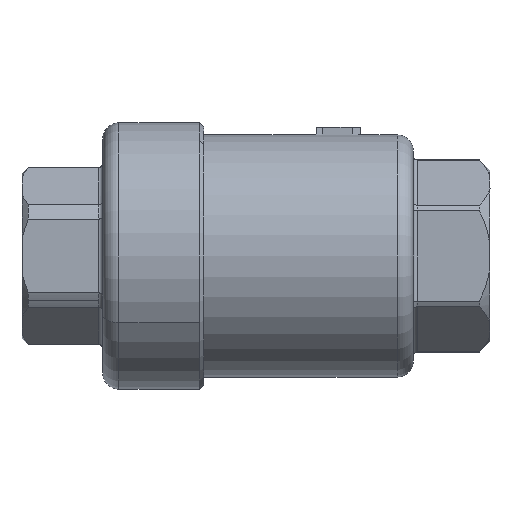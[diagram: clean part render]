
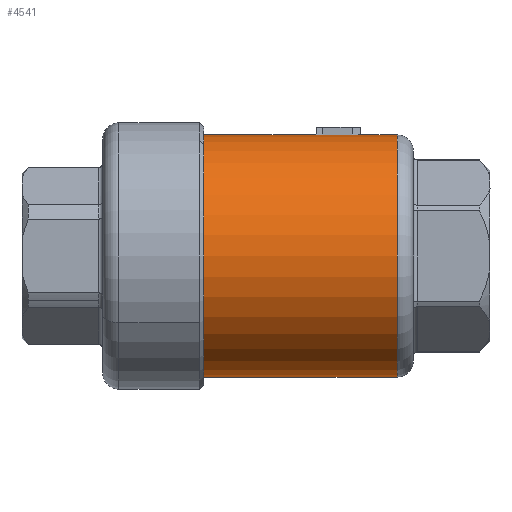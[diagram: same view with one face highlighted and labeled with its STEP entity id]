
A CAD part, left-side view. The second image highlights one B-rep face of the part: STEP entity #4541.
In plain terms, the highlighted cylindrical face has radius 15 mm (diameter 30 mm), a partial arc.
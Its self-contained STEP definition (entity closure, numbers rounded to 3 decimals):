
#120 = LINE ( 'NONE', #1306, #122 ) ;
#121 = CIRCLE ( 'NONE', #1734, 15. ) ;
#122 = VECTOR ( 'NONE', #1307, 1000. ) ;
#123 = LINE ( 'NONE', #1308, #124 ) ;
#124 = VECTOR ( 'NONE', #1309, 1000. ) ;
#125 = LINE ( 'NONE', #1317, #127 ) ;
#126 = CIRCLE ( 'NONE', #1735, 15. ) ;
#127 = VECTOR ( 'NONE', #1318, 1000. ) ;
#128 = LINE ( 'NONE', #1327, #129 ) ;
#129 = VECTOR ( 'NONE', #1328, 1000. ) ;
#574 = CIRCLE ( 'NONE', #1689, 15. ) ;
#863 =( BOUNDED_CURVE ( )  B_SPLINE_CURVE ( 3, ( #1310, #1311, #1312, #1313 ),
 .UNSPECIFIED., .F., .T. ) 
 B_SPLINE_CURVE_WITH_KNOTS ( ( 4, 4 ),
 ( 1.571, 1.617 ),
 .UNSPECIFIED. ) 
 CURVE ( )  GEOMETRIC_REPRESENTATION_ITEM ( )  RATIONAL_B_SPLINE_CURVE ( ( 1., 1., 1., 1. ) ) 
 REPRESENTATION_ITEM ( '' )  );
#866 =( BOUNDED_CURVE ( )  B_SPLINE_CURVE ( 3, ( #1319, #1320, #1321, #1322 ),
 .UNSPECIFIED., .F., .F. ) 
 B_SPLINE_CURVE_WITH_KNOTS ( ( 4, 4 ),
 ( 1.599, 1.618 ),
 .UNSPECIFIED. ) 
 CURVE ( )  GEOMETRIC_REPRESENTATION_ITEM ( )  RATIONAL_B_SPLINE_CURVE ( ( 1., 1., 1., 1. ) ) 
 REPRESENTATION_ITEM ( '' )  );
#867 =( BOUNDED_CURVE ( )  B_SPLINE_CURVE ( 3, ( #1323, #1324, #1325, #1326 ),
 .UNSPECIFIED., .F., .T. ) 
 B_SPLINE_CURVE_WITH_KNOTS ( ( 4, 4 ),
 ( 4.665, 4.712 ),
 .UNSPECIFIED. ) 
 CURVE ( )  GEOMETRIC_REPRESENTATION_ITEM ( )  RATIONAL_B_SPLINE_CURVE ( ( 1., 1., 1., 1. ) ) 
 REPRESENTATION_ITEM ( '' )  );
#1303 = CARTESIAN_POINT ( 'NONE',  ( 0., -7.5, 0. ) ) ;
#1304 = DIRECTION ( 'NONE',  ( 0., -1., 0. ) ) ;
#1305 = DIRECTION ( 'NONE',  ( 0., 0., 1. ) ) ;
#1306 = CARTESIAN_POINT ( 'NONE',  ( 0., -7.1, -15. ) ) ;
#1307 = DIRECTION ( 'NONE',  ( 0., -1., 0. ) ) ;
#1308 = CARTESIAN_POINT ( 'NONE',  ( 0., -7.1, 15. ) ) ;
#1309 = DIRECTION ( 'NONE',  ( 0., -1., 0. ) ) ;
#1310 = CARTESIAN_POINT ( 'NONE',  ( 0., -26.984, 15. ) ) ;
#1311 = CARTESIAN_POINT ( 'NONE',  ( -0.232, -26.637, 15. ) ) ;
#1312 = CARTESIAN_POINT ( 'NONE',  ( -0.463, -26.29, 14.995 ) ) ;
#1313 = CARTESIAN_POINT ( 'NONE',  ( -0.694, -25.943, 14.984 ) ) ;
#1314 = CARTESIAN_POINT ( 'NONE',  ( 0., -25.943, 0. ) ) ;
#1315 = DIRECTION ( 'NONE',  ( 0., 1., 0. ) ) ;
#1316 = DIRECTION ( 'NONE',  ( 0., 0., 1. ) ) ;
#1317 = CARTESIAN_POINT ( 'NONE',  ( -0.416, -19.3, 14.994 ) ) ;
#1318 = DIRECTION ( 'NONE',  ( 0., 1., 0. ) ) ;
#1319 = CARTESIAN_POINT ( 'NONE',  ( -0.416, -22.233, 14.994 ) ) ;
#1320 = CARTESIAN_POINT ( 'NONE',  ( -0.512, -21.985, 14.992 ) ) ;
#1321 = CARTESIAN_POINT ( 'NONE',  ( -0.608, -21.737, 14.988 ) ) ;
#1322 = CARTESIAN_POINT ( 'NONE',  ( -0.703, -21.489, 14.983 ) ) ;
#1323 = CARTESIAN_POINT ( 'NONE',  ( -0.703, -21.489, 14.983 ) ) ;
#1324 = CARTESIAN_POINT ( 'NONE',  ( -0.469, -21.608, 14.994 ) ) ;
#1325 = CARTESIAN_POINT ( 'NONE',  ( -0.235, -21.727, 15. ) ) ;
#1326 = CARTESIAN_POINT ( 'NONE',  ( 0., -21.846, 15. ) ) ;
#1327 = CARTESIAN_POINT ( 'NONE',  ( 0., -7.1, 15. ) ) ;
#1328 = DIRECTION ( 'NONE',  ( 0., -1., 0. ) ) ;
#1689 = AXIS2_PLACEMENT_3D ( 'NONE', #5591, #5592, #5593 ) ;
#1734 = AXIS2_PLACEMENT_3D ( 'NONE', #1303, #1304, #1305 ) ;
#1735 = AXIS2_PLACEMENT_3D ( 'NONE', #1314, #1315, #1316 ) ;
#2430 = VERTEX_POINT ( 'NONE', #3179 ) ;
#2431 = VERTEX_POINT ( 'NONE', #3180 ) ;
#2445 = VERTEX_POINT ( 'NONE', #3194 ) ;
#2448 = VERTEX_POINT ( 'NONE', #3197 ) ;
#2449 = VERTEX_POINT ( 'NONE', #3198 ) ;
#2451 = VERTEX_POINT ( 'NONE', #3200 ) ;
#2454 = VERTEX_POINT ( 'NONE', #3203 ) ;
#2512 = VERTEX_POINT ( 'NONE', #3767 ) ;
#2553 = FACE_OUTER_BOUND ( 'NONE', #6060, .T. ) ;
#2555 = CYLINDRICAL_SURFACE ( 'NONE', #2742, 15. ) ;
#2742 = AXIS2_PLACEMENT_3D ( 'NONE', #3286, #3287, #3288 ) ;
#2795 = VERTEX_POINT ( 'NONE', #3816 ) ;
#2798 = VERTEX_POINT ( 'NONE', #3819 ) ;
#3179 = CARTESIAN_POINT ( 'NONE',  ( -0.694, -25.943, 14.984 ) ) ;
#3180 = CARTESIAN_POINT ( 'NONE',  ( -0.416, -25.943, 14.994 ) ) ;
#3194 = CARTESIAN_POINT ( 'NONE',  ( -0.416, -22.233, 14.994 ) ) ;
#3197 = CARTESIAN_POINT ( 'NONE',  ( 0., -26.984, 15. ) ) ;
#3198 = CARTESIAN_POINT ( 'NONE',  ( 0., -7.5, -15. ) ) ;
#3200 = CARTESIAN_POINT ( 'NONE',  ( 0., -31.5, 15. ) ) ;
#3203 = CARTESIAN_POINT ( 'NONE',  ( 0., -7.5, 15. ) ) ;
#3286 = CARTESIAN_POINT ( 'NONE',  ( 0., -7.1, 0. ) ) ;
#3287 = DIRECTION ( 'NONE',  ( 0., -1., 0. ) ) ;
#3288 = DIRECTION ( 'NONE',  ( 0., 0., 1. ) ) ;
#3767 = CARTESIAN_POINT ( 'NONE',  ( 0., -21.846, 15. ) ) ;
#3816 = CARTESIAN_POINT ( 'NONE',  ( -0.703, -21.489, 14.983 ) ) ;
#3819 = CARTESIAN_POINT ( 'NONE',  ( 0., -31.5, -15. ) ) ;
#4191 = ORIENTED_EDGE ( 'NONE', *, *, #4767, .F. ) ;
#4192 = ORIENTED_EDGE ( 'NONE', *, *, #4766, .T. ) ;
#4193 = ORIENTED_EDGE ( 'NONE', *, *, #4765, .T. ) ;
#4194 = ORIENTED_EDGE ( 'NONE', *, *, #4764, .T. ) ;
#4195 = ORIENTED_EDGE ( 'NONE', *, *, #4763, .T. ) ;
#4196 = ORIENTED_EDGE ( 'NONE', *, *, #4762, .T. ) ;
#4197 = ORIENTED_EDGE ( 'NONE', *, *, #4761, .F. ) ;
#4198 = ORIENTED_EDGE ( 'NONE', *, *, #4673, .T. ) ;
#4199 = ORIENTED_EDGE ( 'NONE', *, *, #4760, .T. ) ;
#4200 = ORIENTED_EDGE ( 'NONE', *, *, #4759, .T. ) ;
#4541 = ADVANCED_FACE ( 'NONE', ( #2553 ), #2555, .T. ) ;
#4673 = EDGE_CURVE ( 'NONE', #2798, #2451, #574, .T. ) ;
#4759 = EDGE_CURVE ( 'NONE', #2454, #2449, #121, .T. ) ;
#4760 = EDGE_CURVE ( 'NONE', #2449, #2798, #120, .T. ) ;
#4761 = EDGE_CURVE ( 'NONE', #2448, #2451, #123, .T. ) ;
#4762 = EDGE_CURVE ( 'NONE', #2448, #2430, #863, .T. ) ;
#4763 = EDGE_CURVE ( 'NONE', #2430, #2431, #126, .T. ) ;
#4764 = EDGE_CURVE ( 'NONE', #2431, #2445, #125, .T. ) ;
#4765 = EDGE_CURVE ( 'NONE', #2445, #2795, #866, .T. ) ;
#4766 = EDGE_CURVE ( 'NONE', #2795, #2512, #867, .T. ) ;
#4767 = EDGE_CURVE ( 'NONE', #2454, #2512, #128, .T. ) ;
#5591 = CARTESIAN_POINT ( 'NONE',  ( 0., -31.5, 0. ) ) ;
#5592 = DIRECTION ( 'NONE',  ( 0., 1., 0. ) ) ;
#5593 = DIRECTION ( 'NONE',  ( 0., 0., -1. ) ) ;
#6060 = EDGE_LOOP ( 'NONE', ( #4200, #4199, #4198, #4197, #4196, #4195, #4194, #4193, #4192, #4191 ) ) ;
